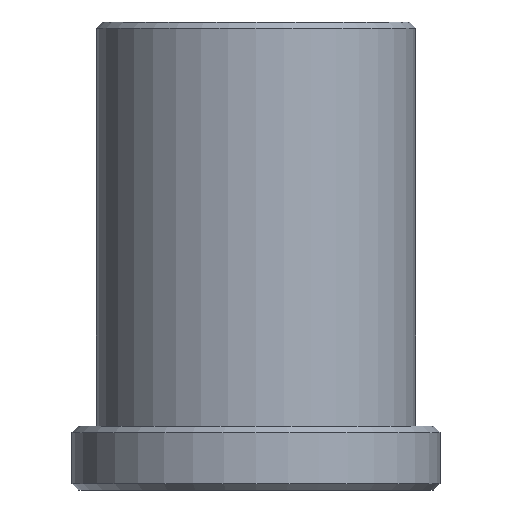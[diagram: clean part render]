
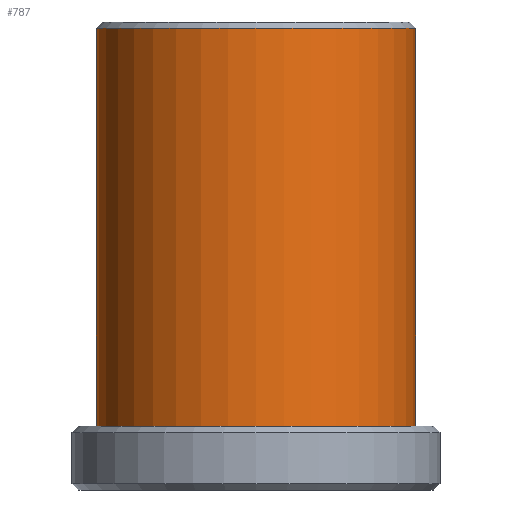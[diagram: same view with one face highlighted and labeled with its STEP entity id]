
A CAD part, front view. The second image highlights one B-rep face of the part: STEP entity #787.
In plain terms, the highlighted cylindrical face has radius 7.5 mm (diameter 15 mm), a partial arc.
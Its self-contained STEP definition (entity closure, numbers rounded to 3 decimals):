
#13 = EDGE_CURVE ( 'NONE', #45, #758, #650, .T. ) ;
#45 = VERTEX_POINT ( 'NONE', #193 ) ;
#65 = EDGE_CURVE ( 'NONE', #1202, #1142, #1165, .T. ) ;
#96 = EDGE_CURVE ( 'NONE', #758, #1142, #318, .T. ) ;
#193 = CARTESIAN_POINT ( 'NONE',  ( 7.5, 0., 21.7 ) ) ;
#232 = CARTESIAN_POINT ( 'NONE',  ( 0., 0., 3. ) ) ;
#282 = VECTOR ( 'NONE', #894, 1000. ) ;
#303 = DIRECTION ( 'NONE',  ( 1., 0., 0. ) ) ;
#318 = LINE ( 'NONE', #1188, #282 ) ;
#319 = ORIENTED_EDGE ( 'NONE', *, *, #65, .F. ) ;
#323 = DIRECTION ( 'NONE',  ( 0., 0., -1. ) ) ;
#385 = CARTESIAN_POINT ( 'NONE',  ( 7.5, 0., 3. ) ) ;
#397 = ORIENTED_EDGE ( 'NONE', *, *, #406, .F. ) ;
#406 = EDGE_CURVE ( 'NONE', #45, #1202, #1033, .T. ) ;
#532 = ORIENTED_EDGE ( 'NONE', *, *, #13, .T. ) ;
#609 = CARTESIAN_POINT ( 'NONE',  ( -7.5, 0., 21.7 ) ) ;
#626 = CARTESIAN_POINT ( 'NONE',  ( 0., 0., 22. ) ) ;
#650 = CIRCLE ( 'NONE', #706, 7.5 ) ;
#706 = AXIS2_PLACEMENT_3D ( 'NONE', #856, #860, #303 ) ;
#758 = VERTEX_POINT ( 'NONE', #609 ) ;
#787 = ADVANCED_FACE ( 'NONE', ( #1223 ), #1190, .T. ) ;
#836 = AXIS2_PLACEMENT_3D ( 'NONE', #626, #1410, #1056 ) ;
#856 = CARTESIAN_POINT ( 'NONE',  ( 0., 0., 21.7 ) ) ;
#860 = DIRECTION ( 'NONE',  ( 0., 0., -1. ) ) ;
#877 = DIRECTION ( 'NONE',  ( 0., 0., -1. ) ) ;
#894 = DIRECTION ( 'NONE',  ( 0., 0., -1. ) ) ;
#922 = CARTESIAN_POINT ( 'NONE',  ( -7.5, 0., 3. ) ) ;
#957 = DIRECTION ( 'NONE',  ( -1., 0., 0. ) ) ;
#1001 = VECTOR ( 'NONE', #877, 1000. ) ;
#1033 = LINE ( 'NONE', #1444, #1001 ) ;
#1056 = DIRECTION ( 'NONE',  ( -1., 0., 0. ) ) ;
#1113 = EDGE_LOOP ( 'NONE', ( #397, #532, #1296, #319 ) ) ;
#1142 = VERTEX_POINT ( 'NONE', #922 ) ;
#1151 = AXIS2_PLACEMENT_3D ( 'NONE', #232, #323, #957 ) ;
#1165 = CIRCLE ( 'NONE', #1151, 7.5 ) ;
#1188 = CARTESIAN_POINT ( 'NONE',  ( -7.5, 0., 22. ) ) ;
#1190 = CYLINDRICAL_SURFACE ( 'NONE', #836, 7.5 ) ;
#1202 = VERTEX_POINT ( 'NONE', #385 ) ;
#1223 = FACE_OUTER_BOUND ( 'NONE', #1113, .T. ) ;
#1296 = ORIENTED_EDGE ( 'NONE', *, *, #96, .T. ) ;
#1410 = DIRECTION ( 'NONE',  ( 0., 0., -1. ) ) ;
#1444 = CARTESIAN_POINT ( 'NONE',  ( 7.5, 0., 22. ) ) ;
